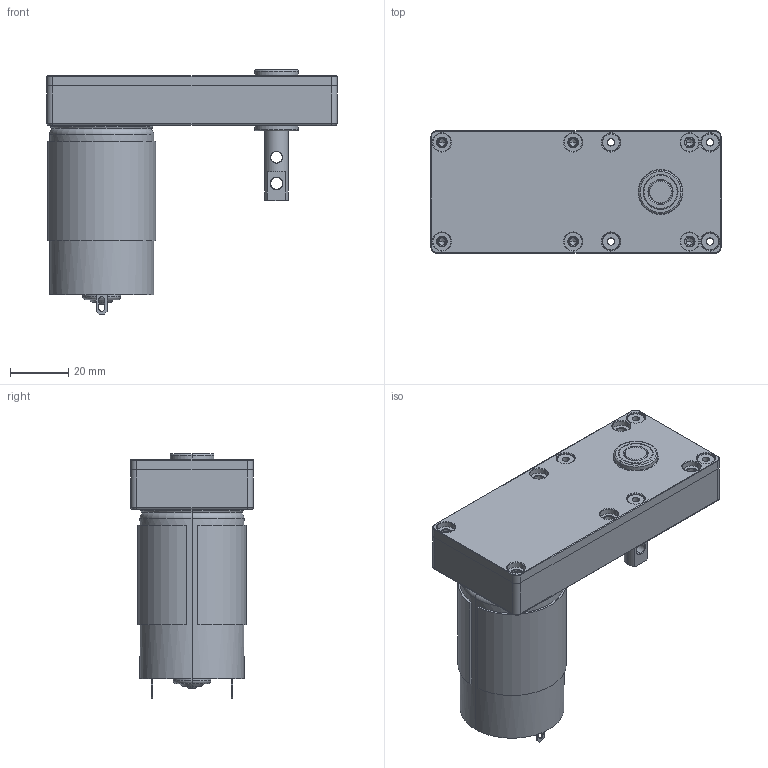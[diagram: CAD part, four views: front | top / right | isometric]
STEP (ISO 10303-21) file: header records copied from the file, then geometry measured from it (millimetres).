
FILE_DESCRIPTION((''),'2;1');
FILE_NAME('100SS____ASM_1_ASM','2024-07-12T',('86157'),(''),'PRO/ENGINEER BY PARAMETRIC TECHNOLOGY CORPORATION, 2010280','PRO/ENGINEER BY PARAMETRIC TECHNOLOGY CORPORATION, 2010280','');
FILE_SCHEMA(('CONFIG_CONTROL_DESIGN'));
Length unit declared in the file: millimetre
Products named in the file (11): PRODUCT_54769_1; PRODUCT_35976_1; __1-59889_1; PRODUCT_42295_1; PRODUCT_79709_1; __2-73507_1; PRODUCT_73358_1; __1-66703_1; PRODUCT_67232_1; __2-43316_1; 100SS____ASM_1_ASM
Assembly tree (13 placements, depth 2):
  100SS____ASM_1_ASM
    PRODUCT_54769_1  x2
    PRODUCT_35976_1
    __1-59889_1  x2
    PRODUCT_42295_1
    PRODUCT_79709_1
    __2-73507_1
    PRODUCT_73358_1
    __1-66703_1  x2
    PRODUCT_67232_1
    __2-43316_1
Bounding box: 99.5 x 42 x 83.86 mm (x, y, z)
Volume: 88183.4 mm3; surface area: 40902.3 mm2
Topology: 13 solids, 13 shells, 1871 faces, 4378 edges, 2799 vertices
Faces by surface type: plane 1220, cylinder 324, cone 193, torus 98, extrusion 24, sphere 8, bspline 4
Entity records: 54802 total; most frequent: CARTESIAN_POINT 11366, DIRECTION 9305, ORIENTED_EDGE 8556, EDGE_CURVE 4278, AXIS2_PLACEMENT_3D 3315, VERTEX_POINT 2755, VECTOR 2675, LINE 2651
